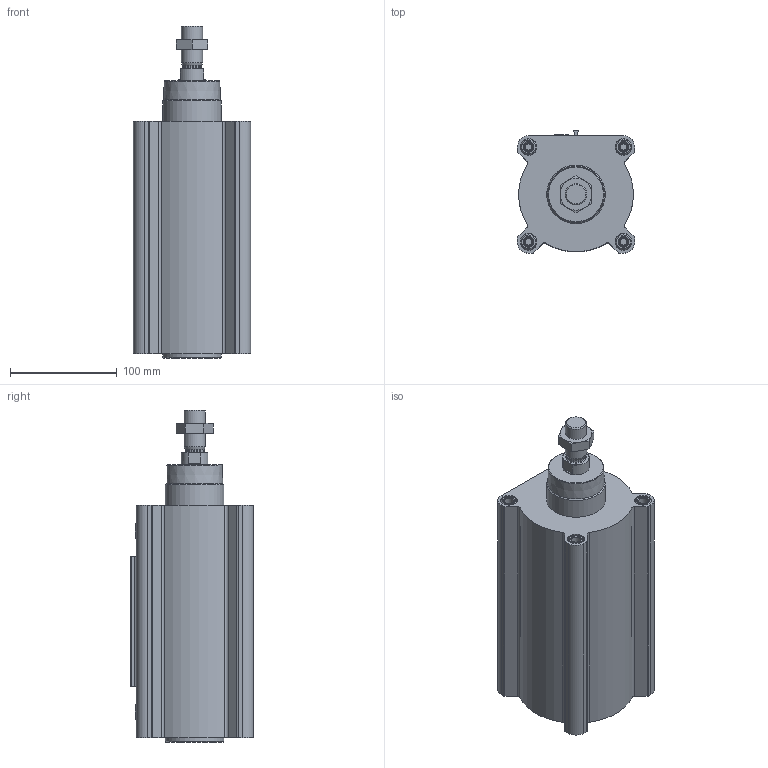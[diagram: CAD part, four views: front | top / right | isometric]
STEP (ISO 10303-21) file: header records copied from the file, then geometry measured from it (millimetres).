
FILE_DESCRIPTION(/* description */ ('STEP AP214'),/* implementation_level */ '2;1');
FILE_NAME(/* name */ '1782826_DSBF-C-100-80-PPSA-N3-R',/* time_stamp */ '2024-08-21T09:56:09+02:00',/* author */ ('License CC BY-ND 4.0'),/* organization */ ('CADENAS'),/* preprocessor_version */ 'ST-DEVELOPER v19.3',/* originating_system */ 'PARTsolutions',/* authorisation */ ' ');
FILE_SCHEMA (('AUTOMOTIVE_DESIGN {1 0 10303 214 3 1 1}'));
Length unit declared in the file: millimetre
Products named in the file (4): 1782826 DSBF-C-100-80-PPSA-N3-R---(0); 570082 DSBF-C-100-80-PPSA--R_(Z_1); 570082 DSBF-C-100-80_(K); DIN-439-B - M20x1.5(F)
Assembly tree (3 placements, depth 2):
  1782826 DSBF-C-100-80-PPSA-N3-R---(0)
    570082 DSBF-C-100-80-PPSA--R_(Z_1)
    570082 DSBF-C-100-80_(K)
    DIN-439-B - M20x1.5(F)
Bounding box: 110 x 115 x 311.5 mm (x, y, z)
Volume: 1877377.2 mm3; surface area: 265895.1 mm2
Topology: 3 solids, 3 shells, 220 faces, 498 edges, 318 vertices
Faces by surface type: plane 116, cylinder 58, cone 40, torus 6
Full cylindrical faces by diameter (mm): 8.376 x8, 15 x8, 15.8 x8, 17.9 x1, 18.376 x1, 18.631 x2, 20 x1, 25 x2, 55 x2, 100 x2
Entity records: 5976 total; most frequent: CARTESIAN_POINT 1305, DIRECTION 949, ORIENTED_EDGE 816, EDGE_CURVE 408, AXIS2_PLACEMENT_3D 382, EDGE_LOOP 337, FACE_BOUND 337, VERTEX_POINT 307
